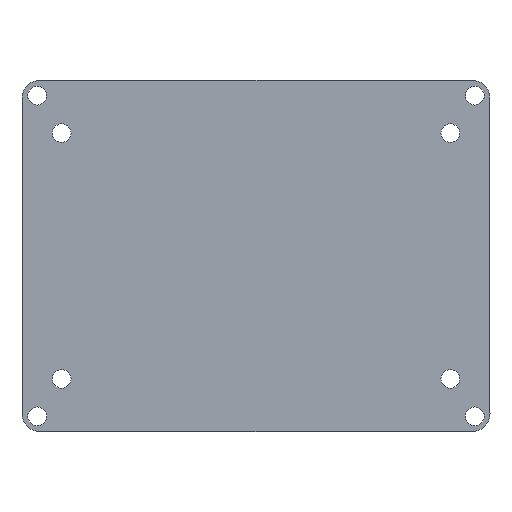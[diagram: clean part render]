
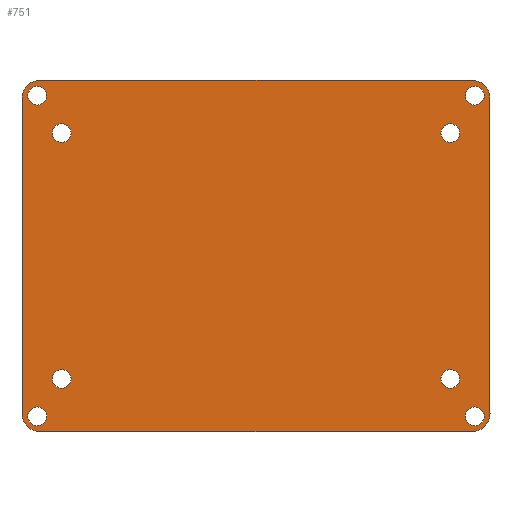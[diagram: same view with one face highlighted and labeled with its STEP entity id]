
A CAD part, top view. The second image highlights one B-rep face of the part: STEP entity #751.
In plain terms, the highlighted planar face has unit normal (0, 0, 1).
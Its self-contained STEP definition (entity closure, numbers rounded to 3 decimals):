
#24=FACE_BOUND('',#115,.T.);
#25=FACE_BOUND('',#116,.T.);
#26=FACE_BOUND('',#117,.T.);
#27=FACE_BOUND('',#118,.T.);
#28=FACE_BOUND('',#119,.T.);
#29=FACE_BOUND('',#120,.T.);
#30=FACE_BOUND('',#121,.T.);
#31=FACE_BOUND('',#122,.T.);
#41=PLANE('',#837);
#63=FACE_OUTER_BOUND('',#114,.T.);
#114=EDGE_LOOP('',(#560,#561,#562,#563,#564,#565,#566,#567));
#115=EDGE_LOOP('',(#568));
#116=EDGE_LOOP('',(#569));
#117=EDGE_LOOP('',(#570));
#118=EDGE_LOOP('',(#571));
#119=EDGE_LOOP('',(#572));
#120=EDGE_LOOP('',(#573));
#121=EDGE_LOOP('',(#574));
#122=EDGE_LOOP('',(#575));
#168=LINE('',#1242,#220);
#169=LINE('',#1246,#221);
#170=LINE('',#1250,#222);
#171=LINE('',#1253,#223);
#220=VECTOR('',#1000,10.);
#221=VECTOR('',#1003,10.);
#222=VECTOR('',#1006,10.);
#223=VECTOR('',#1009,10.);
#270=CIRCLE('',#815,1.6);
#287=CIRCLE('',#838,3.);
#288=CIRCLE('',#839,3.);
#289=CIRCLE('',#840,3.);
#290=CIRCLE('',#841,3.);
#291=CIRCLE('',#842,1.6);
#292=CIRCLE('',#843,1.6);
#293=CIRCLE('',#844,1.6);
#294=CIRCLE('',#845,1.6);
#295=CIRCLE('',#846,1.6);
#296=CIRCLE('',#847,1.6);
#297=CIRCLE('',#848,1.6);
#326=VERTEX_POINT('',#1181);
#349=VERTEX_POINT('',#1238);
#350=VERTEX_POINT('',#1239);
#351=VERTEX_POINT('',#1241);
#352=VERTEX_POINT('',#1243);
#353=VERTEX_POINT('',#1245);
#354=VERTEX_POINT('',#1247);
#355=VERTEX_POINT('',#1249);
#356=VERTEX_POINT('',#1251);
#357=VERTEX_POINT('',#1254);
#358=VERTEX_POINT('',#1256);
#359=VERTEX_POINT('',#1258);
#360=VERTEX_POINT('',#1260);
#361=VERTEX_POINT('',#1262);
#362=VERTEX_POINT('',#1264);
#363=VERTEX_POINT('',#1266);
#403=EDGE_CURVE('',#326,#326,#270,.T.);
#430=EDGE_CURVE('',#349,#350,#287,.T.);
#431=EDGE_CURVE('',#351,#349,#168,.T.);
#432=EDGE_CURVE('',#352,#351,#288,.T.);
#433=EDGE_CURVE('',#353,#352,#169,.T.);
#434=EDGE_CURVE('',#354,#353,#289,.T.);
#435=EDGE_CURVE('',#355,#354,#170,.T.);
#436=EDGE_CURVE('',#356,#355,#290,.T.);
#437=EDGE_CURVE('',#350,#356,#171,.T.);
#438=EDGE_CURVE('',#357,#357,#291,.T.);
#439=EDGE_CURVE('',#358,#358,#292,.T.);
#440=EDGE_CURVE('',#359,#359,#293,.T.);
#441=EDGE_CURVE('',#360,#360,#294,.T.);
#442=EDGE_CURVE('',#361,#361,#295,.T.);
#443=EDGE_CURVE('',#362,#362,#296,.T.);
#444=EDGE_CURVE('',#363,#363,#297,.T.);
#560=ORIENTED_EDGE('',*,*,#430,.F.);
#561=ORIENTED_EDGE('',*,*,#431,.F.);
#562=ORIENTED_EDGE('',*,*,#432,.F.);
#563=ORIENTED_EDGE('',*,*,#433,.F.);
#564=ORIENTED_EDGE('',*,*,#434,.F.);
#565=ORIENTED_EDGE('',*,*,#435,.F.);
#566=ORIENTED_EDGE('',*,*,#436,.F.);
#567=ORIENTED_EDGE('',*,*,#437,.F.);
#568=ORIENTED_EDGE('',*,*,#438,.F.);
#569=ORIENTED_EDGE('',*,*,#439,.F.);
#570=ORIENTED_EDGE('',*,*,#440,.F.);
#571=ORIENTED_EDGE('',*,*,#441,.F.);
#572=ORIENTED_EDGE('',*,*,#442,.F.);
#573=ORIENTED_EDGE('',*,*,#443,.T.);
#574=ORIENTED_EDGE('',*,*,#444,.F.);
#575=ORIENTED_EDGE('',*,*,#403,.F.);
#751=ADVANCED_FACE('',(#63,#24,#25,#26,#27,#28,#29,#30,#31),#41,.F.);
#815=AXIS2_PLACEMENT_3D('',#1183,#942,#943);
#837=AXIS2_PLACEMENT_3D('',#1237,#996,#997);
#838=AXIS2_PLACEMENT_3D('',#1240,#998,#999);
#839=AXIS2_PLACEMENT_3D('',#1244,#1001,#1002);
#840=AXIS2_PLACEMENT_3D('',#1248,#1004,#1005);
#841=AXIS2_PLACEMENT_3D('',#1252,#1007,#1008);
#842=AXIS2_PLACEMENT_3D('',#1255,#1010,#1011);
#843=AXIS2_PLACEMENT_3D('',#1257,#1012,#1013);
#844=AXIS2_PLACEMENT_3D('',#1259,#1014,#1015);
#845=AXIS2_PLACEMENT_3D('',#1261,#1016,#1017);
#846=AXIS2_PLACEMENT_3D('',#1263,#1018,#1019);
#847=AXIS2_PLACEMENT_3D('',#1265,#1020,#1021);
#848=AXIS2_PLACEMENT_3D('',#1267,#1022,#1023);
#942=DIRECTION('center_axis',(0.,0.,
1.));
#943=DIRECTION('ref_axis',(-1.,0.,0.));
#996=DIRECTION('center_axis',(0.,0.,
-1.));
#997=DIRECTION('ref_axis',(1.,0.,0.));
#998=DIRECTION('center_axis',(0.,0.,
-1.));
#999=DIRECTION('ref_axis',(-0.707,-0.707,0.));
#1000=DIRECTION('',(-1.,0.,0.));
#1001=DIRECTION('center_axis',(0.,0.,
-1.));
#1002=DIRECTION('ref_axis',(0.707,-0.707,0.));
#1003=DIRECTION('',(0.,-1.,0.));
#1004=DIRECTION('center_axis',(0.,0.,
-1.));
#1005=DIRECTION('ref_axis',(0.707,0.707,0.));
#1006=DIRECTION('',(1.,0.,0.));
#1007=DIRECTION('center_axis',(0.,0.,
-1.));
#1008=DIRECTION('ref_axis',(-0.707,0.707,0.));
#1009=DIRECTION('',(0.,1.,0.));
#1010=DIRECTION('center_axis',(0.,0.,
1.));
#1011=DIRECTION('ref_axis',(1.,0.,0.));
#1012=DIRECTION('center_axis',(0.,0.,
1.));
#1013=DIRECTION('ref_axis',(1.,0.,0.));
#1014=DIRECTION('center_axis',(0.,0.,
1.));
#1015=DIRECTION('ref_axis',(1.,0.,0.));
#1016=DIRECTION('center_axis',(0.,0.,
1.));
#1017=DIRECTION('ref_axis',(1.,0.,0.));
#1018=DIRECTION('center_axis',(0.,0.,
1.));
#1019=DIRECTION('ref_axis',(1.,0.,0.));
#1020=DIRECTION('center_axis',(0.,0.,
-1.));
#1021=DIRECTION('ref_axis',(1.,0.,0.));
#1022=DIRECTION('center_axis',(0.,0.,
1.));
#1023=DIRECTION('ref_axis',(-1.,0.,0.));
#1181=CARTESIAN_POINT('',(39.,27.4,0.));
#1183=CARTESIAN_POINT('Origin',(37.4,27.4,0.));
#1237=CARTESIAN_POINT('Origin',(0.,0.,
0.));
#1238=CARTESIAN_POINT('',(-37.,-30.,0.));
#1239=CARTESIAN_POINT('',(-40.,-27.,0.));
#1240=CARTESIAN_POINT('Origin',(-37.,-27.,0.));
#1241=CARTESIAN_POINT('',(37.,-30.,0.));
#1242=CARTESIAN_POINT('',(30.5,-30.,0.));
#1243=CARTESIAN_POINT('',(40.,-27.,0.));
#1244=CARTESIAN_POINT('Origin',(37.,-27.,0.));
#1245=CARTESIAN_POINT('',(40.,27.,0.));
#1246=CARTESIAN_POINT('',(40.,20.5,0.));
#1247=CARTESIAN_POINT('',(37.,30.,0.));
#1248=CARTESIAN_POINT('Origin',(37.,27.,0.));
#1249=CARTESIAN_POINT('',(-37.,30.,0.));
#1250=CARTESIAN_POINT('',(-30.5,30.,0.));
#1251=CARTESIAN_POINT('',(-40.,27.,0.));
#1252=CARTESIAN_POINT('Origin',(-37.,27.,0.));
#1253=CARTESIAN_POINT('',(-40.,-20.5,0.));
#1254=CARTESIAN_POINT('',(-39.,27.4,0.));
#1255=CARTESIAN_POINT('Origin',(-37.4,27.4,0.));
#1256=CARTESIAN_POINT('',(31.6,21.,0.));
#1257=CARTESIAN_POINT('Origin',(33.2,21.,0.));
#1258=CARTESIAN_POINT('',(31.6,-21.,0.));
#1259=CARTESIAN_POINT('Origin',(33.2,-21.,0.));
#1260=CARTESIAN_POINT('',(-34.8,-21.,0.));
#1261=CARTESIAN_POINT('Origin',(-33.2,-21.,0.));
#1262=CARTESIAN_POINT('',(-34.8,21.,0.));
#1263=CARTESIAN_POINT('Origin',(-33.2,21.,0.));
#1264=CARTESIAN_POINT('',(-39.,-27.4,0.));
#1265=CARTESIAN_POINT('Origin',(-37.4,-27.4,0.));
#1266=CARTESIAN_POINT('',(39.,-27.4,0.));
#1267=CARTESIAN_POINT('Origin',(37.4,-27.4,0.));
